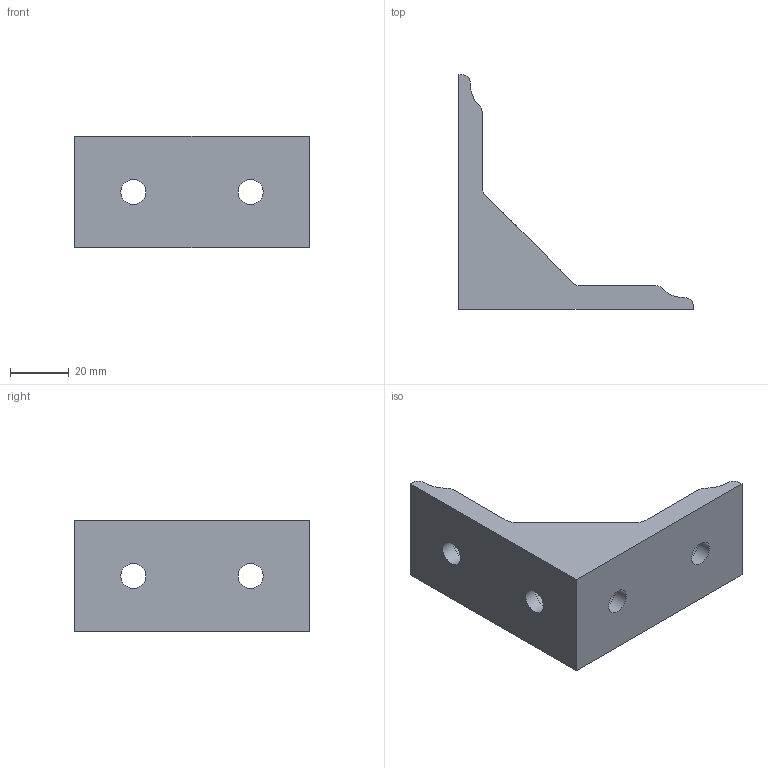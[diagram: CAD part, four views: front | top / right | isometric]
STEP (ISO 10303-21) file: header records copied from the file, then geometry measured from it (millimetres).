
FILE_DESCRIPTION(('STEP AP203'),'2;1');
FILE_NAME('30.005.00.stp','2011-03-21T16:14:49',(''),(''),'2009.3.110','THINKDESIGN','');
FILE_SCHEMA(('CONFIG_CONTROL_DESIGN'));
Length unit declared in the file: millimetre
Bounding box: 80 x 80 x 38 mm (x, y, z)
Volume: 55704.1 mm3; surface area: 16022.7 mm2
Topology: 1 solids, 1 shells, 32 faces, 94 edges, 68 vertices
Faces by surface type: cylinder 17, plane 15
Full cylindrical faces by diameter (mm): 8.5 x4, 13.5 x4
Entity records: 1385 total; most frequent: CARTESIAN_POINT 365, DIRECTION 201, ORIENTED_EDGE 188, EDGE_CURVE 94, AXIS2_PLACEMENT_3D 79, VERTEX_POINT 68, EDGE_LOOP 44, CIRCLE 44
